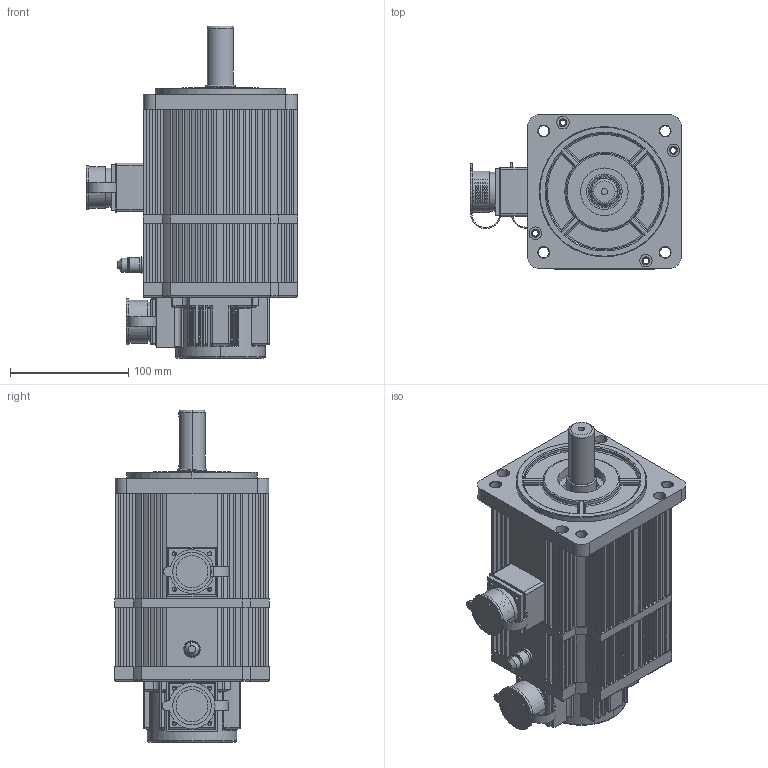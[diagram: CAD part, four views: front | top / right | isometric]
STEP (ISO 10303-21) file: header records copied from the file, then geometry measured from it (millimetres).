
FILE_DESCRIPTION (( 'STEP AP203' ), '1' );
FILE_NAME ('WA130ST-M04-05-06.STEP', '2020-02-17T01:06:16', ( 'ﾎ｢ﾈ橆ﾃｻｧ' ), ( 'ﾎ｢ﾈ晥ｫﾋｾ' ), 'SwSTEP 2.0', 'SolidWorks 2013', '' );
FILE_SCHEMA (( 'CONFIG_CONTROL_DESIGN' ));
Length unit declared in the file: millimetre
Products named in the file (15): 粣 - 惕掅; 儂褲; Deep groove ball bearings GB_Rolling bearings 6205 GB 276-94; 儂褲 (2); Deep groove ball bearings GB_Rolling bearings 6305 GB 276-94; 笢潔傷裔; 蛌赽軞傖; 晤鎢ん欶裔; WA130ST-M04-05-06; 脣釱菁釱; 脣釱1; 脣釱; ヶ傷裔 (2); 3郋脣芛; 綴傷裔 
Assembly tree (14 placements, depth 3):
  WA130ST-M04-05-06
    ヶ傷裔 (2)
    綴傷裔 
    儂褲
    儂褲 (2)
    笢潔傷裔
    晤鎢ん欶裔
    脣釱菁釱
    脣釱1
    脣釱
    3郋脣芛
    蛌赽軞傖
      粣 - 惕掅
      Deep groove ball bearings GB_Rolling bearings 6205 GB 276-94
      Deep groove ball bearings GB_Rolling bearings 6305 GB 276-94
Bounding box: 178.45 x 130.5 x 280.4 mm (x, y, z)
Volume: 1003497.2 mm3; surface area: 524418.8 mm2
Topology: 11 solids, 18 shells, 2484 faces, 7094 edges, 4586 vertices
Faces by surface type: plane 1307, cylinder 738, torus 261, sphere 92, cone 43, bspline 43
Entity records: 87734 total; most frequent: CARTESIAN_POINT 22132, ORIENTED_EDGE 13728, DIRECTION 13170, EDGE_CURVE 6872, AXIS2_PLACEMENT_3D 4587, VERTEX_POINT 4468, VECTOR 3996, LINE 3996
